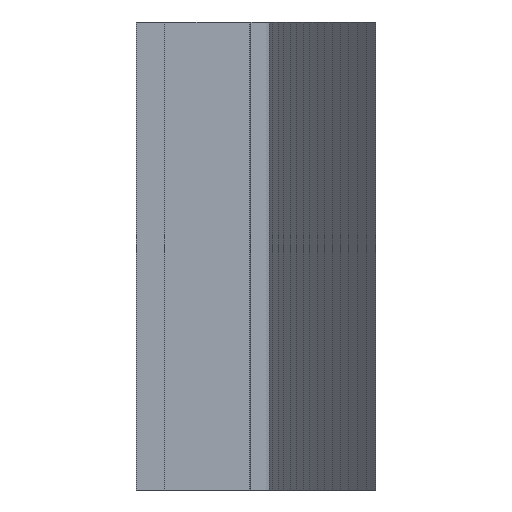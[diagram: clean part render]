
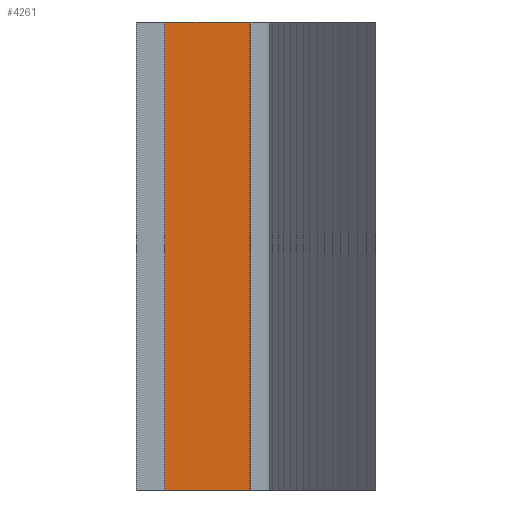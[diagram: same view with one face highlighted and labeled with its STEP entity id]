
A CAD part, left-side view. The second image highlights one B-rep face of the part: STEP entity #4261.
In plain terms, the highlighted planar face has unit normal (-1, 0, 0).
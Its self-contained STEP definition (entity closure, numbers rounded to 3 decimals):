
#373 = PLANE('',#374);
#374 = AXIS2_PLACEMENT_3D('',#375,#376,#377);
#375 = CARTESIAN_POINT('',(10.,-92.108,10.));
#376 = DIRECTION('',(0.,0.,1.));
#377 = DIRECTION('',(1.,0.,-0.));
#427 = PLANE('',#428);
#428 = AXIS2_PLACEMENT_3D('',#429,#430,#431);
#429 = CARTESIAN_POINT('',(10.,-92.108,0.));
#430 = DIRECTION('',(0.,0.,1.));
#431 = DIRECTION('',(1.,0.,-0.));
#1576 = VERTEX_POINT('',#1577);
#1577 = CARTESIAN_POINT('',(-31.,-90.489,10.));
#1591 = PLANE('',#1592);
#1592 = AXIS2_PLACEMENT_3D('',#1593,#1594,#1595);
#1593 = CARTESIAN_POINT('',(-28.,-92.221,8.));
#1594 = DIRECTION('',(-0.5,-0.866,0.));
#1595 = DIRECTION('',(-0.866,0.5,0.));
#1603 = EDGE_CURVE('',#1576,#1604,#1606,.T.);
#1604 = VERTEX_POINT('',#1605);
#1605 = CARTESIAN_POINT('',(-31.,-92.302,10.));
#1606 = SURFACE_CURVE('',#1607,(#1611,#1618),.PCURVE_S1.);
#1607 = LINE('',#1608,#1609);
#1608 = CARTESIAN_POINT('',(-31.,-90.489,10.));
#1609 = VECTOR('',#1610,1.);
#1610 = DIRECTION('',(0.,-1.,0.));
#1611 = PCURVE('',#373,#1612);
#1612 = DEFINITIONAL_REPRESENTATION('',(#1613),#1617);
#1613 = LINE('',#1614,#1615);
#1614 = CARTESIAN_POINT('',(-41.,1.619));
#1615 = VECTOR('',#1616,1.);
#1616 = DIRECTION('',(0.,-1.));
#1617 = ( GEOMETRIC_REPRESENTATION_CONTEXT(2) 
PARAMETRIC_REPRESENTATION_CONTEXT() REPRESENTATION_CONTEXT('2D SPACE',''
  ) );
#1618 = PCURVE('',#1619,#1624);
#1619 = PLANE('',#1620);
#1620 = AXIS2_PLACEMENT_3D('',#1621,#1622,#1623);
#1621 = CARTESIAN_POINT('',(-31.,-90.489,8.));
#1622 = DIRECTION('',(1.,0.,0.));
#1623 = DIRECTION('',(0.,-1.,0.));
#1624 = DEFINITIONAL_REPRESENTATION('',(#1625),#1629);
#1625 = LINE('',#1626,#1627);
#1626 = CARTESIAN_POINT('',(0.,-2.));
#1627 = VECTOR('',#1628,1.);
#1628 = DIRECTION('',(1.,0.));
#1629 = ( GEOMETRIC_REPRESENTATION_CONTEXT(2) 
PARAMETRIC_REPRESENTATION_CONTEXT() REPRESENTATION_CONTEXT('2D SPACE',''
  ) );
#1647 = PLANE('',#1648);
#1648 = AXIS2_PLACEMENT_3D('',#1649,#1650,#1651);
#1649 = CARTESIAN_POINT('',(-32.,-92.39,8.));
#1650 = DIRECTION('',(-0.087,0.996,0.));
#1651 = DIRECTION('',(0.996,0.087,0.));
#2945 = VERTEX_POINT('',#2946);
#2946 = CARTESIAN_POINT('',(-31.,-90.489,0.));
#2967 = EDGE_CURVE('',#2945,#2968,#2970,.T.);
#2968 = VERTEX_POINT('',#2969);
#2969 = CARTESIAN_POINT('',(-31.,-92.302,0.));
#2970 = SURFACE_CURVE('',#2971,(#2975,#2982),.PCURVE_S1.);
#2971 = LINE('',#2972,#2973);
#2972 = CARTESIAN_POINT('',(-31.,-90.489,0.));
#2973 = VECTOR('',#2974,1.);
#2974 = DIRECTION('',(0.,-1.,0.));
#2975 = PCURVE('',#427,#2976);
#2976 = DEFINITIONAL_REPRESENTATION('',(#2977),#2981);
#2977 = LINE('',#2978,#2979);
#2978 = CARTESIAN_POINT('',(-41.,1.619));
#2979 = VECTOR('',#2980,1.);
#2980 = DIRECTION('',(0.,-1.));
#2981 = ( GEOMETRIC_REPRESENTATION_CONTEXT(2) 
PARAMETRIC_REPRESENTATION_CONTEXT() REPRESENTATION_CONTEXT('2D SPACE',''
  ) );
#2982 = PCURVE('',#1619,#2983);
#2983 = DEFINITIONAL_REPRESENTATION('',(#2984),#2988);
#2984 = LINE('',#2985,#2986);
#2985 = CARTESIAN_POINT('',(-0.,8.));
#2986 = VECTOR('',#2987,1.);
#2987 = DIRECTION('',(1.,0.));
#2988 = ( GEOMETRIC_REPRESENTATION_CONTEXT(2) 
PARAMETRIC_REPRESENTATION_CONTEXT() REPRESENTATION_CONTEXT('2D SPACE',''
  ) );
#4238 = EDGE_CURVE('',#2945,#1576,#4239,.T.);
#4239 = SURFACE_CURVE('',#4240,(#4244,#4251),.PCURVE_S1.);
#4240 = LINE('',#4241,#4242);
#4241 = CARTESIAN_POINT('',(-31.,-90.489,0.));
#4242 = VECTOR('',#4243,1.);
#4243 = DIRECTION('',(0.,0.,1.));
#4244 = PCURVE('',#1591,#4245);
#4245 = DEFINITIONAL_REPRESENTATION('',(#4246),#4250);
#4246 = LINE('',#4247,#4248);
#4247 = CARTESIAN_POINT('',(3.464,8.));
#4248 = VECTOR('',#4249,1.);
#4249 = DIRECTION('',(0.,-1.));
#4250 = ( GEOMETRIC_REPRESENTATION_CONTEXT(2) 
PARAMETRIC_REPRESENTATION_CONTEXT() REPRESENTATION_CONTEXT('2D SPACE',''
  ) );
#4251 = PCURVE('',#1619,#4252);
#4252 = DEFINITIONAL_REPRESENTATION('',(#4253),#4257);
#4253 = LINE('',#4254,#4255);
#4254 = CARTESIAN_POINT('',(-0.,8.));
#4255 = VECTOR('',#4256,1.);
#4256 = DIRECTION('',(0.,-1.));
#4257 = ( GEOMETRIC_REPRESENTATION_CONTEXT(2) 
PARAMETRIC_REPRESENTATION_CONTEXT() REPRESENTATION_CONTEXT('2D SPACE',''
  ) );
#4261 = ADVANCED_FACE('',(#4262),#1619,.F.);
#4262 = FACE_BOUND('',#4263,.F.);
#4263 = EDGE_LOOP('',(#4264,#4285,#4286,#4287));
#4264 = ORIENTED_EDGE('',*,*,#4265,.F.);
#4265 = EDGE_CURVE('',#2968,#1604,#4266,.T.);
#4266 = SURFACE_CURVE('',#4267,(#4271,#4278),.PCURVE_S1.);
#4267 = LINE('',#4268,#4269);
#4268 = CARTESIAN_POINT('',(-31.,-92.302,0.));
#4269 = VECTOR('',#4270,1.);
#4270 = DIRECTION('',(0.,0.,1.));
#4271 = PCURVE('',#1619,#4272);
#4272 = DEFINITIONAL_REPRESENTATION('',(#4273),#4277);
#4273 = LINE('',#4274,#4275);
#4274 = CARTESIAN_POINT('',(1.814,8.));
#4275 = VECTOR('',#4276,1.);
#4276 = DIRECTION('',(0.,-1.));
#4277 = ( GEOMETRIC_REPRESENTATION_CONTEXT(2) 
PARAMETRIC_REPRESENTATION_CONTEXT() REPRESENTATION_CONTEXT('2D SPACE',''
  ) );
#4278 = PCURVE('',#1647,#4279);
#4279 = DEFINITIONAL_REPRESENTATION('',(#4280),#4284);
#4280 = LINE('',#4281,#4282);
#4281 = CARTESIAN_POINT('',(1.004,8.));
#4282 = VECTOR('',#4283,1.);
#4283 = DIRECTION('',(0.,-1.));
#4284 = ( GEOMETRIC_REPRESENTATION_CONTEXT(2) 
PARAMETRIC_REPRESENTATION_CONTEXT() REPRESENTATION_CONTEXT('2D SPACE',''
  ) );
#4285 = ORIENTED_EDGE('',*,*,#2967,.F.);
#4286 = ORIENTED_EDGE('',*,*,#4238,.T.);
#4287 = ORIENTED_EDGE('',*,*,#1603,.T.);
